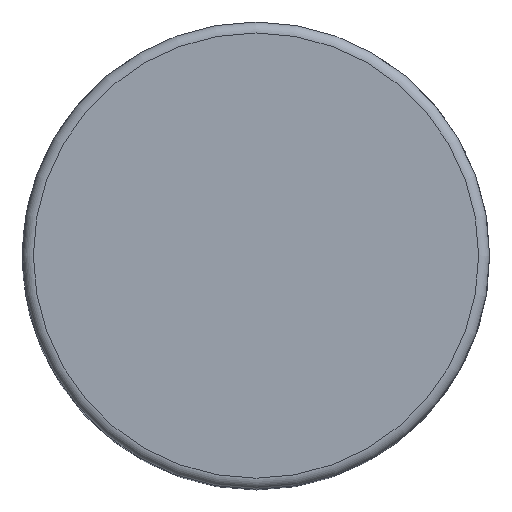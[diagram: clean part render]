
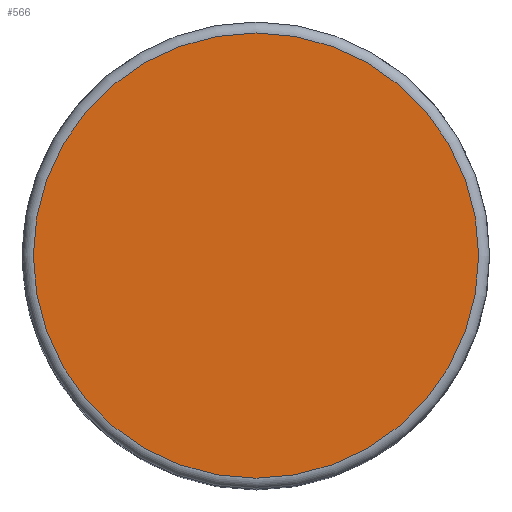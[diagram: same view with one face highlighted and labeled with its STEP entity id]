
A CAD part, top view. The second image highlights one B-rep face of the part: STEP entity #566.
In plain terms, the highlighted planar face has unit normal (0, 0, 1).
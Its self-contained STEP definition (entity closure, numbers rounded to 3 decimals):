
#224 = TOROIDAL_SURFACE('',#225,4.05,0.2);
#225 = AXIS2_PLACEMENT_3D('',#226,#227,#228);
#226 = CARTESIAN_POINT('',(0.,0.,8.3));
#227 = DIRECTION('',(0.,0.,1.));
#228 = DIRECTION('',(1.,0.,-0.));
#240 = VERTEX_POINT('',#241);
#241 = CARTESIAN_POINT('',(4.05,0.,8.5));
#263 = EDGE_CURVE('',#240,#240,#264,.T.);
#264 = SURFACE_CURVE('',#265,(#270,#277),.PCURVE_S1.);
#265 = CIRCLE('',#266,4.05);
#266 = AXIS2_PLACEMENT_3D('',#267,#268,#269);
#267 = CARTESIAN_POINT('',(0.,0.,8.5));
#268 = DIRECTION('',(0.,0.,1.));
#269 = DIRECTION('',(1.,0.,-0.));
#270 = PCURVE('',#224,#271);
#271 = DEFINITIONAL_REPRESENTATION('',(#272),#276);
#272 = LINE('',#273,#274);
#273 = CARTESIAN_POINT('',(0.,1.571));
#274 = VECTOR('',#275,1.);
#275 = DIRECTION('',(1.,0.));
#276 = ( GEOMETRIC_REPRESENTATION_CONTEXT(2) 
PARAMETRIC_REPRESENTATION_CONTEXT() REPRESENTATION_CONTEXT('2D SPACE',''
  ) );
#277 = PCURVE('',#278,#283);
#278 = PLANE('',#279);
#279 = AXIS2_PLACEMENT_3D('',#280,#281,#282);
#280 = CARTESIAN_POINT('',(0.,0.,8.5));
#281 = DIRECTION('',(0.,0.,1.));
#282 = DIRECTION('',(1.,0.,0.));
#283 = DEFINITIONAL_REPRESENTATION('',(#284),#288);
#284 = CIRCLE('',#285,4.05);
#285 = AXIS2_PLACEMENT_2D('',#286,#287);
#286 = CARTESIAN_POINT('',(0.,0.));
#287 = DIRECTION('',(1.,0.));
#288 = ( GEOMETRIC_REPRESENTATION_CONTEXT(2) 
PARAMETRIC_REPRESENTATION_CONTEXT() REPRESENTATION_CONTEXT('2D SPACE',''
  ) );
#566 = ADVANCED_FACE('',(#567),#278,.T.);
#567 = FACE_BOUND('',#568,.T.);
#568 = EDGE_LOOP('',(#569));
#569 = ORIENTED_EDGE('',*,*,#263,.T.);
